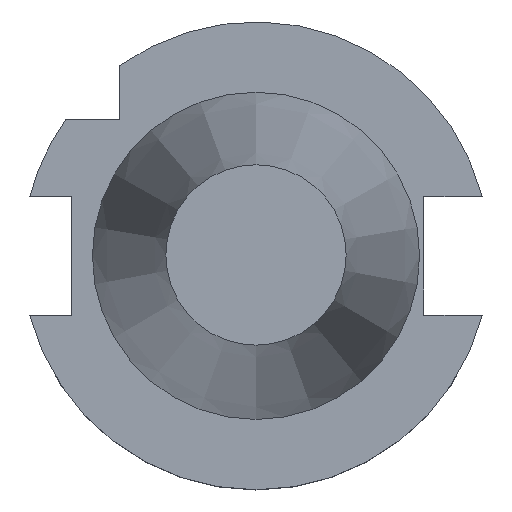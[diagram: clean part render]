
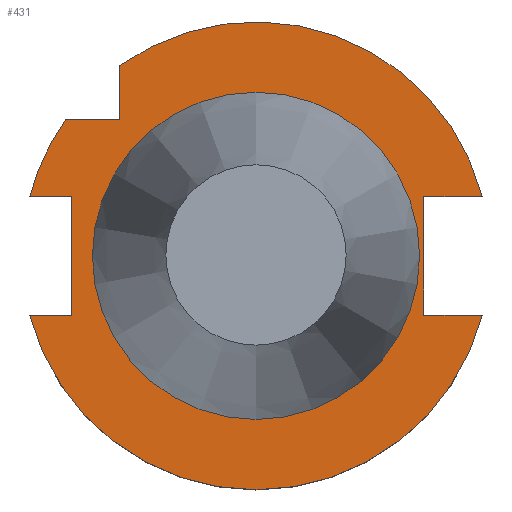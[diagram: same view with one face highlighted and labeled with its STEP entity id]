
A CAD part, top view. The second image highlights one B-rep face of the part: STEP entity #431.
In plain terms, the highlighted planar face has unit normal (0, 0, 1).
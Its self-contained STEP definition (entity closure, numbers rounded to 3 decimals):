
#186=EDGE_CURVE('240[2]',#554,#555,#556,.T.);
#199=EDGE_CURVE('240[2]',#575,#576,#577,.T.);
#253=EDGE_CURVE('240[2]',#663,#554,#664,.T.);
#265=EDGE_CURVE('240[2]',#682,#682,#683,.T.);
#322=EDGE_CURVE('240[2]',#575,#760,#761,.T.);
#404=EDGE_CURVE('240[2]',#760,#795,#869,.T.);
#431=ADVANCED_FACE('240[2]',(#901,#902),#903,.T.);
#441=EDGE_CURVE('240[2]',#913,#875,#914,.T.);
#453=EDGE_CURVE('240[2]',#836,#795,#929,.T.);
#460=EDGE_CURVE('240[2]',#816,#555,#937,.T.);
#474=EDGE_CURVE('240[2]',#836,#663,#953,.T.);
#484=EDGE_CURVE('240[2]',#816,#913,#964,.T.);
#514=EDGE_CURVE('240[2]',#875,#576,#1000,.T.);
#554=VERTEX_POINT('',#1047);
#555=VERTEX_POINT('',#1048);
#556=LINE('',#1049,#1050);
#575=VERTEX_POINT('',#1074);
#576=VERTEX_POINT('',#1075);
#577=CIRCLE('',#1076,31.775);
#663=VERTEX_POINT('',#1238);
#664=LINE('',#1239,#1240);
#682=VERTEX_POINT('',#1267);
#683=CIRCLE('',#1268,22.225);
#760=VERTEX_POINT('',#1393);
#761=LINE('',#1394,#1395);
#795=VERTEX_POINT('',#1459);
#816=VERTEX_POINT('',#1561);
#836=VERTEX_POINT('',#1589);
#869=LINE('',#1667,#1668);
#875=VERTEX_POINT('',#1678);
#901=FACE_BOUND('',#1734,.T.);
#902=FACE_OUTER_BOUND('',#1735,.T.);
#903=PLANE('',#1736);
#913=VERTEX_POINT('',#1763);
#914=LINE('',#1764,#1765);
#929=CIRCLE('',#1851,31.775);
#937=CIRCLE('',#1863,31.775);
#953=LINE('',#1887,#1888);
#964=LINE('',#1905,#1906);
#1000=LINE('',#1957,#1958);
#1047=CARTESIAN_POINT('',(-25.,-8.05,-1.));
#1048=CARTESIAN_POINT('',(-30.738,-8.05,-1.));
#1049=CARTESIAN_POINT('',(-14.575,-8.05,-1.));
#1050=VECTOR('',#1981,1.0);
#1074=CARTESIAN_POINT('',(-18.5,25.834,-1.));
#1075=CARTESIAN_POINT('',(30.738,8.05,-1.));
#1076=AXIS2_PLACEMENT_3D('',#2007,#2008,#2009);
#1238=CARTESIAN_POINT('',(-25.0,8.05,-1.));
#1239=CARTESIAN_POINT('',(-25.0,13.5,-1.));
#1240=VECTOR('',#2083,1.0);
#1267=CARTESIAN_POINT('',(0.,22.225,-1.));
#1268=AXIS2_PLACEMENT_3D('',#2093,#2094,#2095);
#1393=CARTESIAN_POINT('',(-18.5,18.5,-1.));
#1394=CARTESIAN_POINT('',(-18.5,25.333,-1.));
#1395=VECTOR('',#2219,1.0);
#1459=CARTESIAN_POINT('',(-25.834,18.5,-1.));
#1561=CARTESIAN_POINT('',(30.738,-8.05,-1.));
#1589=CARTESIAN_POINT('',(-30.738,8.05,-1.));
#1667=CARTESIAN_POINT('',(-11.833,18.5,-1.));
#1668=VECTOR('',#2334,1.0);
#1678=CARTESIAN_POINT('',(22.8,8.05,-1.));
#1734=EDGE_LOOP('',(#2362));
#1735=EDGE_LOOP('',(#2363,#2364,#2365,#2366,#2367,#2368,#2369,#2370,#2371,#2372,#2373));
#1736=AXIS2_PLACEMENT_3D('',#2374,#2375,#2376);
#1763=CARTESIAN_POINT('',(22.8,-8.05,-1.));
#1764=CARTESIAN_POINT('',(22.8,13.5,-1.));
#1765=VECTOR('',#2380,1.0);
#1851=AXIS2_PLACEMENT_3D('',#2403,#2404,#2405);
#1863=AXIS2_PLACEMENT_3D('',#2415,#2416,#2417);
#1887=CARTESIAN_POINT('',(-14.575,8.05,-1.));
#1888=VECTOR('',#2439,1.0);
#1905=CARTESIAN_POINT('',(14.025,-8.05,-1.));
#1906=VECTOR('',#2450,1.0);
#1957=CARTESIAN_POINT('',(14.025,8.05,-1.));
#1958=VECTOR('',#2504,1.0);
#1981=DIRECTION('',(-1.0,0.,0.));
#2007=CARTESIAN_POINT('',(0.,0.,-1.));
#2008=DIRECTION('',(0.,0.,-1.0));
#2009=DIRECTION('',(0.,1.0,0.));
#2083=DIRECTION('',(0.,-1.0,0.));
#2093=CARTESIAN_POINT('',(0.,0.,-1.));
#2094=DIRECTION('',(0.,0.,-1.0));
#2095=DIRECTION('',(0.,1.0,0.));
#2219=DIRECTION('',(0.,-1.0,0.));
#2334=DIRECTION('',(-1.0,0.,0.));
#2362=ORIENTED_EDGE('',*,*,#265,.T.);
#2363=ORIENTED_EDGE('',*,*,#322,.T.);
#2364=ORIENTED_EDGE('',*,*,#404,.T.);
#2365=ORIENTED_EDGE('',*,*,#453,.F.);
#2366=ORIENTED_EDGE('',*,*,#474,.T.);
#2367=ORIENTED_EDGE('',*,*,#253,.T.);
#2368=ORIENTED_EDGE('',*,*,#186,.T.);
#2369=ORIENTED_EDGE('',*,*,#460,.F.);
#2370=ORIENTED_EDGE('',*,*,#484,.T.);
#2371=ORIENTED_EDGE('',*,*,#441,.T.);
#2372=ORIENTED_EDGE('',*,*,#514,.T.);
#2373=ORIENTED_EDGE('',*,*,#199,.F.);
#2374=CARTESIAN_POINT('',(0.,27.0,-1.));
#2375=DIRECTION('',(0.,0.,1.0));
#2376=DIRECTION('',(0.,-1.0,0.));
#2380=DIRECTION('',(0.,1.0,0.));
#2403=CARTESIAN_POINT('',(0.,0.,-1.));
#2404=DIRECTION('',(0.,0.,-1.0));
#2405=DIRECTION('',(0.,1.0,0.));
#2415=CARTESIAN_POINT('',(0.,0.,-1.));
#2416=DIRECTION('',(0.,0.,-1.0));
#2417=DIRECTION('',(0.,1.0,0.));
#2439=DIRECTION('',(1.0,0.,0.));
#2450=DIRECTION('',(-1.0,0.,0.));
#2504=DIRECTION('',(1.0,0.0,0.));
